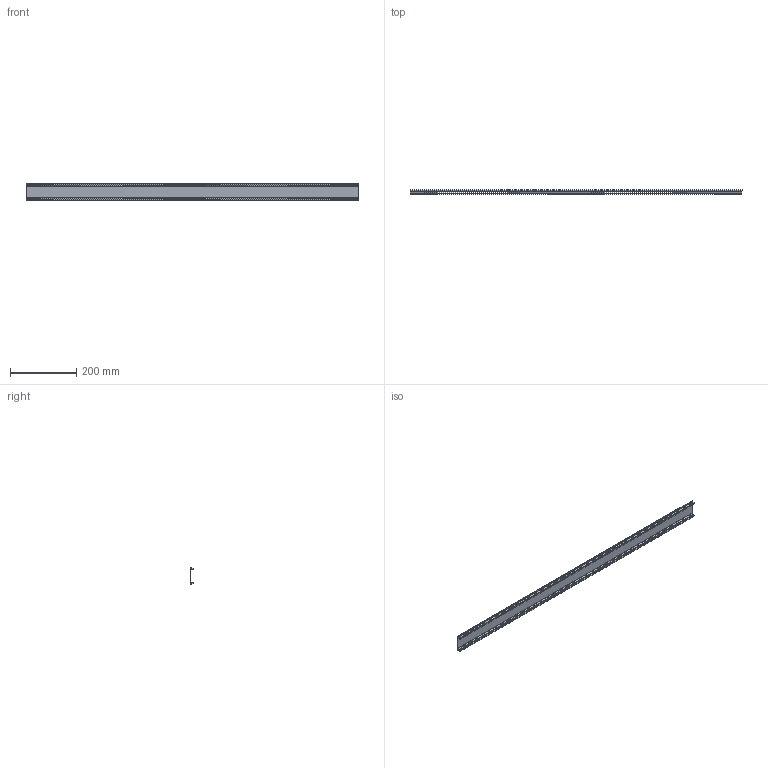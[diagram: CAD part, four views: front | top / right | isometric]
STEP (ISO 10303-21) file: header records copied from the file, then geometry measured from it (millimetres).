
FILE_DESCRIPTION(('STEP AP214'),'1');
FILE_NAME('cctmp_0ECF729D-CEEA-4731-ADC6-5358E7A17FFB_2023_07_22_15_47_37_0634..stp','2023-07-22T13:47:41',('SIEMENS A&D'),('CADClick - www.CADClick.com'),'Spatial InterOp 3D postprocessed',' ','unknown authorization');
FILE_SCHEMA(('AUTOMOTIVE_DESIGN'));
Length unit declared in the file: millimetre
Products named in the file (1): 2023_07_22_15_47_37_0482
Bounding box: 1002 x 12 x 53 mm (x, y, z)
Volume: 163724.5 mm3; surface area: 195918.7 mm2
Topology: 1 solids, 1 shells, 5016 faces, 15042 edges, 10028 vertices
Faces by surface type: plane 5016
Entity records: 181894 total; most frequent: CARTESIAN_POINT 30087, ORIENTED_EDGE 30084, DIRECTION 25076, EDGE_CURVE 15042, LINE 15042, VECTOR 15042, VERTEX_POINT 10028, EDGE_LOOP 5684
